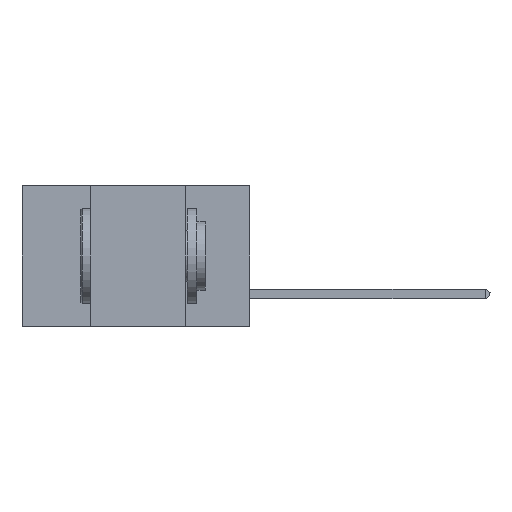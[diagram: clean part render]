
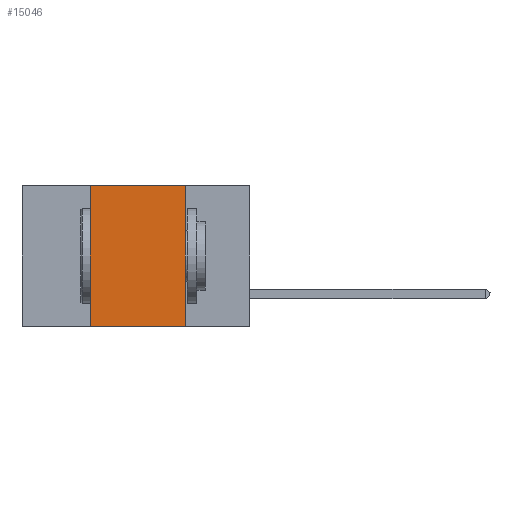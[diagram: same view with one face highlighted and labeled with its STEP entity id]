
A CAD part, left-side view. The second image highlights one B-rep face of the part: STEP entity #15046.
In plain terms, the highlighted planar face has unit normal (-1, 0, 0).
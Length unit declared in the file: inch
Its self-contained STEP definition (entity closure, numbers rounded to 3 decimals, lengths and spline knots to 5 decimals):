
#195 = ORIENTED_EDGE ( 'NONE', *, *, #3386, .T. ) ;
#781 = VECTOR ( 'NONE', #28208, 39.37008 ) ;
#2715 = CARTESIAN_POINT ( 'NONE',  ( 0., 0.42, -0.37 ) ) ;
#3052 = VERTEX_POINT ( 'NONE', #14997 ) ;
#3238 = AXIS2_PLACEMENT_3D ( 'NONE', #32700, #9508, #14637 ) ;
#3386 = EDGE_CURVE ( 'NONE', #28319, #3052, #13759, .T. ) ;
#6095 = EDGE_LOOP ( 'NONE', ( #19204, #17290, #17311, #195 ) ) ;
#7207 = LINE ( 'NONE', #23388, #27590 ) ;
#7271 = CARTESIAN_POINT ( 'NONE',  ( 0., 0.42, 0. ) ) ;
#9508 = DIRECTION ( 'NONE',  ( 1., 0., 0. ) ) ;
#9868 = VECTOR ( 'NONE', #18687, 39.37008 ) ;
#10303 = EDGE_CURVE ( 'NONE', #11689, #14865, #7207, .T. ) ;
#11689 = VERTEX_POINT ( 'NONE', #7271 ) ;
#13759 = LINE ( 'NONE', #20884, #781 ) ;
#14637 = DIRECTION ( 'NONE',  ( 0., 0., -1. ) ) ;
#14766 = LINE ( 'NONE', #21293, #9868 ) ;
#14865 = VERTEX_POINT ( 'NONE', #22696 ) ;
#14997 = CARTESIAN_POINT ( 'NONE',  ( 0., 0.17, -0.37 ) ) ;
#15046 = ADVANCED_FACE ( 'NONE', ( #21960 ), #30096, .F. ) ;
#15822 = CARTESIAN_POINT ( 'NONE',  ( 0., 0.17, 0. ) ) ;
#16505 = LINE ( 'NONE', #15822, #19031 ) ;
#17290 = ORIENTED_EDGE ( 'NONE', *, *, #10303, .F. ) ;
#17311 = ORIENTED_EDGE ( 'NONE', *, *, #21329, .F. ) ;
#18495 = DIRECTION ( 'NONE',  ( 0., 0., -1. ) ) ;
#18687 = DIRECTION ( 'NONE',  ( 0., 0., 1. ) ) ;
#19031 = VECTOR ( 'NONE', #18495, 39.37008 ) ;
#19204 = ORIENTED_EDGE ( 'NONE', *, *, #24742, .F. ) ;
#20877 = DIRECTION ( 'NONE',  ( 0., -1., 0. ) ) ;
#20884 = CARTESIAN_POINT ( 'NONE',  ( 0., 0.6, -0.37 ) ) ;
#21293 = CARTESIAN_POINT ( 'NONE',  ( 0., 0.42, 0. ) ) ;
#21329 = EDGE_CURVE ( 'NONE', #28319, #11689, #14766, .T. ) ;
#21960 = FACE_OUTER_BOUND ( 'NONE', #6095, .T. ) ;
#22696 = CARTESIAN_POINT ( 'NONE',  ( 0., 0.17, 0. ) ) ;
#23388 = CARTESIAN_POINT ( 'NONE',  ( 0., 0.6, 0. ) ) ;
#24742 = EDGE_CURVE ( 'NONE', #14865, #3052, #16505, .T. ) ;
#27590 = VECTOR ( 'NONE', #20877, 39.37008 ) ;
#28208 = DIRECTION ( 'NONE',  ( 0., -1., 0. ) ) ;
#28319 = VERTEX_POINT ( 'NONE', #2715 ) ;
#30096 = PLANE ( 'NONE',  #3238 ) ;
#32700 = CARTESIAN_POINT ( 'NONE',  ( 0., 0.6, 0. ) ) ;
